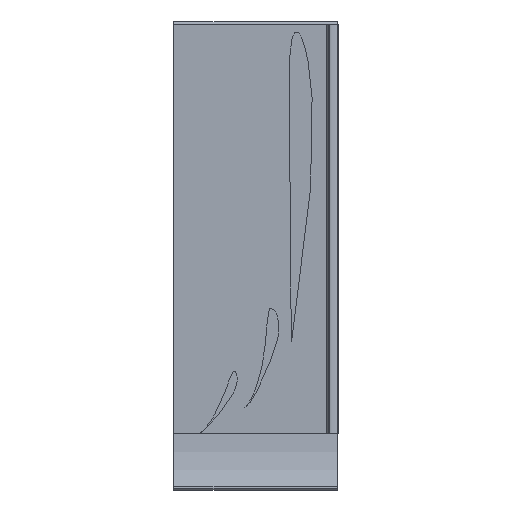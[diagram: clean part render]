
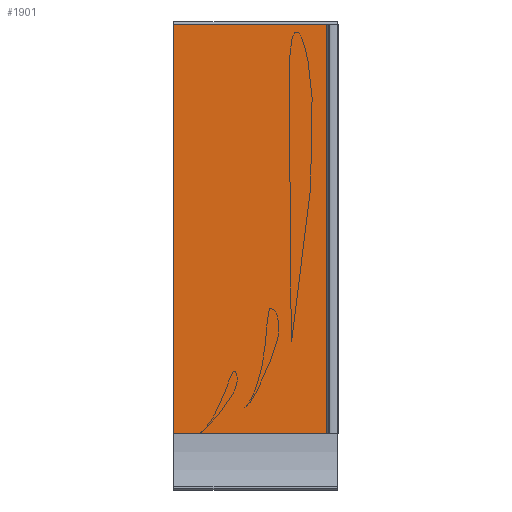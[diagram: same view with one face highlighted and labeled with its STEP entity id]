
A CAD part, left-side view. The second image highlights one B-rep face of the part: STEP entity #1901.
In plain terms, the highlighted planar face has unit normal (-1, 0, 0).
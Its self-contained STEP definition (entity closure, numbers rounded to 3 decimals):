
#37 = ORIENTED_EDGE ( 'NONE', *, *, #2516, .F. ) ;
#115 = DIRECTION ( 'NONE',  ( 0., 0., -1. ) ) ;
#154 = EDGE_CURVE ( 'NONE', #1664, #3083, #3549, .T. ) ;
#352 = LINE ( 'NONE', #3312, #455 ) ;
#451 = CARTESIAN_POINT ( 'NONE',  ( -668.267, 222.25, 1129.097 ) ) ;
#455 = VECTOR ( 'NONE', #115, 1000. ) ;
#869 = FACE_OUTER_BOUND ( 'NONE', #3495, .T. ) ;
#909 = CARTESIAN_POINT ( 'NONE',  ( -668.267, 222.25, 1637.097 ) ) ;
#911 = CARTESIAN_POINT ( 'NONE',  ( -668.267, 22.597, 1128.843 ) ) ;
#998 = CARTESIAN_POINT ( 'NONE',  ( -668.267, 22.597, 1129.097 ) ) ;
#1055 = CARTESIAN_POINT ( 'NONE',  ( -668.267, 222.25, 1637.097 ) ) ;
#1069 = ORIENTED_EDGE ( 'NONE', *, *, #2908, .T. ) ;
#1091 = ORIENTED_EDGE ( 'NONE', *, *, #3114, .T. ) ;
#1093 = LINE ( 'NONE', #1055, #3441 ) ;
#1664 = VERTEX_POINT ( 'NONE', #3506 ) ;
#1685 = ORIENTED_EDGE ( 'NONE', *, *, #154, .F. ) ;
#1901 = ADVANCED_FACE ( 'NONE', ( #869 ), #3470, .T. ) ;
#2261 = CARTESIAN_POINT ( 'NONE',  ( -668.267, 222.25, 1129.097 ) ) ;
#2516 = EDGE_CURVE ( 'NONE', #3345, #1664, #1093, .T. ) ;
#2517 = DIRECTION ( 'NONE',  ( 0., -1., 0. ) ) ;
#2611 = CARTESIAN_POINT ( 'NONE',  ( -668.267, 222.25, 1637.097 ) ) ;
#2650 = VECTOR ( 'NONE', #3262, 1000. ) ;
#2854 = DIRECTION ( 'NONE',  ( 0., -1., 0. ) ) ;
#2908 = EDGE_CURVE ( 'NONE', #3210, #3083, #3089, .T. ) ;
#3012 = AXIS2_PLACEMENT_3D ( 'NONE', #909, #3241, #3181 ) ;
#3083 = VERTEX_POINT ( 'NONE', #998 ) ;
#3089 = LINE ( 'NONE', #451, #3569 ) ;
#3114 = EDGE_CURVE ( 'NONE', #3345, #3210, #352, .T. ) ;
#3181 = DIRECTION ( 'NONE',  ( 0., 0., 1. ) ) ;
#3210 = VERTEX_POINT ( 'NONE', #2261 ) ;
#3241 = DIRECTION ( 'NONE',  ( -1., 0., 0. ) ) ;
#3262 = DIRECTION ( 'NONE',  ( 0., 0., -1. ) ) ;
#3312 = CARTESIAN_POINT ( 'NONE',  ( -668.267, 222.25, 1637.097 ) ) ;
#3345 = VERTEX_POINT ( 'NONE', #2611 ) ;
#3441 = VECTOR ( 'NONE', #2517, 1000. ) ;
#3470 = PLANE ( 'NONE',  #3012 ) ;
#3495 = EDGE_LOOP ( 'NONE', ( #1685, #37, #1091, #1069 ) ) ;
#3506 = CARTESIAN_POINT ( 'NONE',  ( -668.267, 22.597, 1637.097 ) ) ;
#3549 = LINE ( 'NONE', #911, #2650 ) ;
#3569 = VECTOR ( 'NONE', #2854, 1000. ) ;
